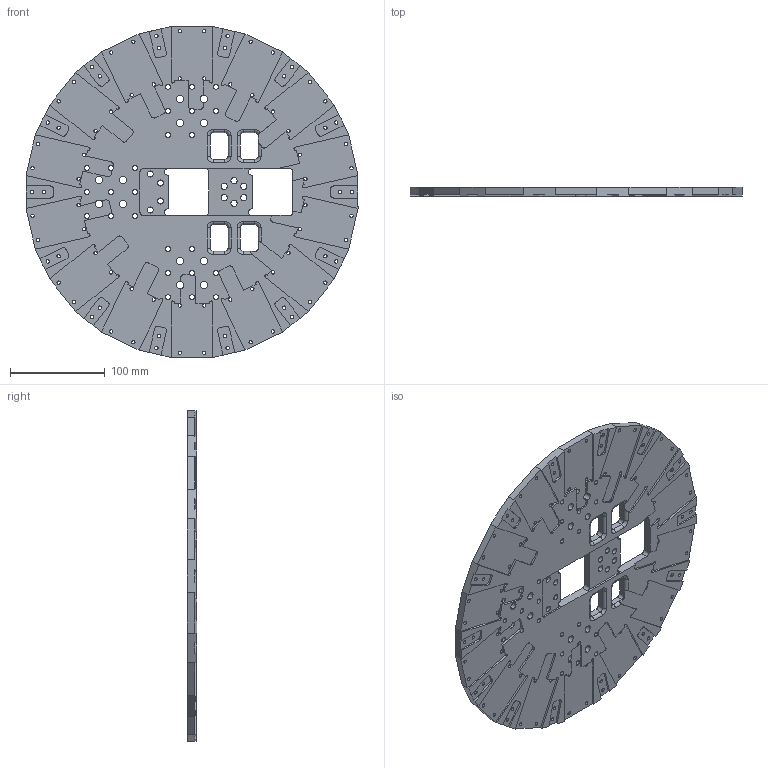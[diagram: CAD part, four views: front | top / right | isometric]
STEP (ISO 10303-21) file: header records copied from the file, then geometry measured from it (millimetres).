
FILE_DESCRIPTION (( 'STEP AP203' ), '1' );
FILE_NAME ('FB360_V1_21.STEP', '2016-05-30T06:34:00', ( '' ), ( '' ), 'SwSTEP 2.0', 'SolidWorks 2016', '' );
FILE_SCHEMA (( 'CONFIG_CONTROL_DESIGN' ));
Length unit declared in the file: inch
Products named in the file (1): FB360_V1_21
Bounding box: 351.06 x 9.53 x 350 mm (x, y, z)
Volume: 730939.8 mm3; surface area: 217812.8 mm2
Topology: 1 solids, 1 shells, 945 faces, 2542 edges, 1672 vertices
Faces by surface type: cylinder 578, plane 342, torus 17, cone 8
Entity records: 30714 total; most frequent: DIRECTION 5628, CARTESIAN_POINT 5206, ORIENTED_EDGE 5084, EDGE_CURVE 2542, AXIS2_PLACEMENT_3D 2144, VERTEX_POINT 1672, LINE 1340, VECTOR 1340
